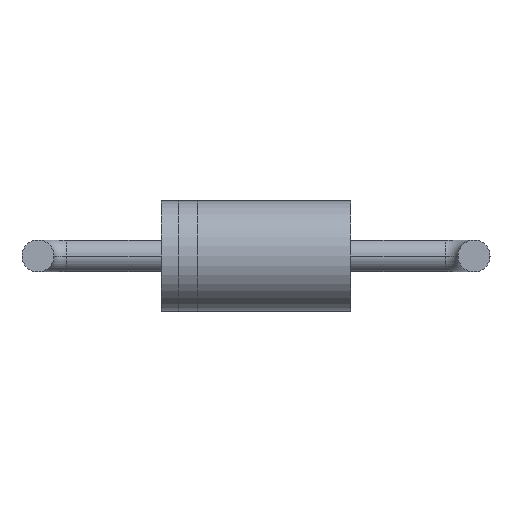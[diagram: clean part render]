
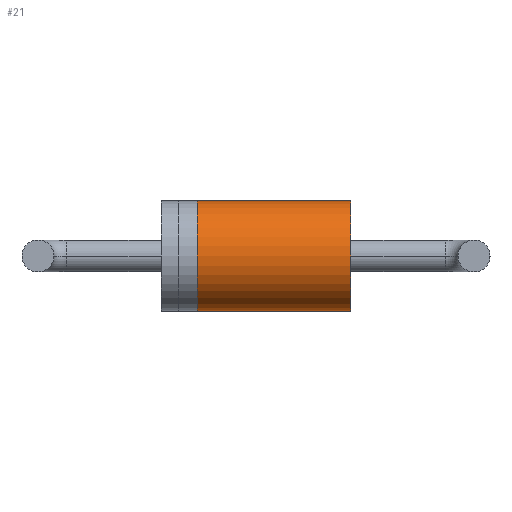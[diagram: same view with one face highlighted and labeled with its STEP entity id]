
A CAD part, front view. The second image highlights one B-rep face of the part: STEP entity #21.
In plain terms, the highlighted cylindrical face has radius 1.35 mm (diameter 2.7 mm), a partial arc.
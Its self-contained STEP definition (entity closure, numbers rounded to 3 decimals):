
#15 = ORIENTED_EDGE ( 'NONE', *, *, #339, .F. ) ;
#21 = ADVANCED_FACE ( 'NONE', ( #698 ), #85, .T. ) ;
#32 = LINE ( 'NONE', #172, #552 ) ;
#85 = CYLINDRICAL_SURFACE ( 'NONE', #640, 1.35 ) ;
#101 = EDGE_CURVE ( 'NONE', #887, #384, #527, .T. ) ;
#105 = DIRECTION ( 'NONE',  ( 0., 0., 1. ) ) ;
#109 = DIRECTION ( 'NONE',  ( 0., 0., 1. ) ) ;
#116 = CARTESIAN_POINT ( 'NONE',  ( -1.441, 1.35, -1.35 ) ) ;
#123 = CARTESIAN_POINT ( 'NONE',  ( -6.881, 1.35, 1.35 ) ) ;
#172 = CARTESIAN_POINT ( 'NONE',  ( -6.881, 1.35, -1.35 ) ) ;
#201 = CARTESIAN_POINT ( 'NONE',  ( -1.441, 1.35, 0. ) ) ;
#202 = CIRCLE ( 'NONE', #497, 1.35 ) ;
#213 = EDGE_LOOP ( 'NONE', ( #15, #804, #606, #356 ) ) ;
#224 = VERTEX_POINT ( 'NONE', #278 ) ;
#278 = CARTESIAN_POINT ( 'NONE',  ( 2.325, 1.35, -1.35 ) ) ;
#319 = DIRECTION ( 'NONE',  ( -1., 0., 0. ) ) ;
#327 = CARTESIAN_POINT ( 'NONE',  ( -1.441, 1.35, 1.35 ) ) ;
#339 = EDGE_CURVE ( 'NONE', #224, #887, #32, .T. ) ;
#356 = ORIENTED_EDGE ( 'NONE', *, *, #101, .F. ) ;
#372 = LINE ( 'NONE', #123, #691 ) ;
#384 = VERTEX_POINT ( 'NONE', #327 ) ;
#452 = DIRECTION ( 'NONE',  ( 0., 0., 1. ) ) ;
#454 = EDGE_CURVE ( 'NONE', #224, #554, #202, .T. ) ;
#497 = AXIS2_PLACEMENT_3D ( 'NONE', #607, #720, #109 ) ;
#527 = CIRCLE ( 'NONE', #719, 1.35 ) ;
#552 = VECTOR ( 'NONE', #586, 1000. ) ;
#554 = VERTEX_POINT ( 'NONE', #830 ) ;
#586 = DIRECTION ( 'NONE',  ( -1., 0., 0. ) ) ;
#606 = ORIENTED_EDGE ( 'NONE', *, *, #869, .T. ) ;
#607 = CARTESIAN_POINT ( 'NONE',  ( 2.325, 1.35, 0. ) ) ;
#635 = CARTESIAN_POINT ( 'NONE',  ( -6.881, 1.35, 0. ) ) ;
#640 = AXIS2_PLACEMENT_3D ( 'NONE', #635, #843, #105 ) ;
#691 = VECTOR ( 'NONE', #721, 1000. ) ;
#698 = FACE_OUTER_BOUND ( 'NONE', #213, .T. ) ;
#719 = AXIS2_PLACEMENT_3D ( 'NONE', #201, #319, #452 ) ;
#720 = DIRECTION ( 'NONE',  ( -1., 0., 0. ) ) ;
#721 = DIRECTION ( 'NONE',  ( -1., 0., 0. ) ) ;
#804 = ORIENTED_EDGE ( 'NONE', *, *, #454, .T. ) ;
#830 = CARTESIAN_POINT ( 'NONE',  ( 2.325, 1.35, 1.35 ) ) ;
#843 = DIRECTION ( 'NONE',  ( -1., 0., 0. ) ) ;
#869 = EDGE_CURVE ( 'NONE', #554, #384, #372, .T. ) ;
#887 = VERTEX_POINT ( 'NONE', #116 ) ;
